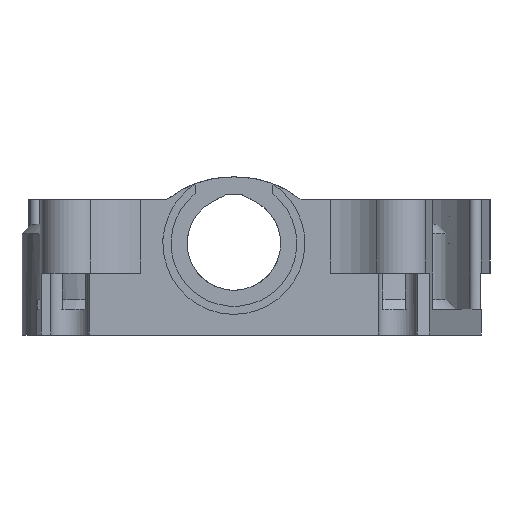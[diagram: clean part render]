
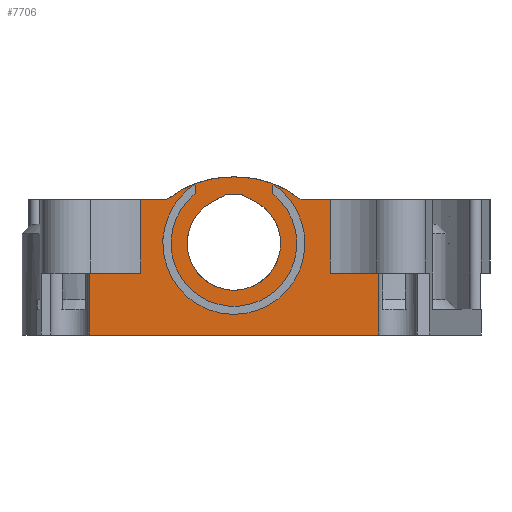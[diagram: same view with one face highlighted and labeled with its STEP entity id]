
A CAD part, front view. The second image highlights one B-rep face of the part: STEP entity #7706.
In plain terms, the highlighted planar face has unit normal (0, -1, 0).
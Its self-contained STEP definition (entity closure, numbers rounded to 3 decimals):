
#835=FACE_BOUND('',#1808,.T.);
#836=FACE_BOUND('',#1809,.T.);
#942=PLANE('',#8069);
#1353=FACE_OUTER_BOUND('',#1807,.T.);
#1807=EDGE_LOOP('',(#7250,#7251,#7252,#7253,#7254,#7255,#7256,#7257,#7258,
#7259,#7260,#7261));
#1808=EDGE_LOOP('',(#7262,#7263,#7264,#7265,#7266,#7267,#7268));
#1809=EDGE_LOOP('',(#7269,#7270,#7271,#7272));
#2147=LINE('',#14259,#2661);
#2213=LINE('',#15492,#2727);
#2251=LINE('',#15652,#2765);
#2264=LINE('',#15837,#2778);
#2268=LINE('',#15849,#2782);
#2272=LINE('',#15860,#2786);
#2276=LINE('',#15871,#2790);
#2277=LINE('',#15873,#2791);
#2298=LINE('',#16044,#2812);
#2300=LINE('',#16060,#2814);
#2307=LINE('',#16093,#2821);
#2310=LINE('',#16100,#2824);
#2318=LINE('',#16123,#2832);
#2320=LINE('',#16131,#2834);
#2323=LINE('',#16146,#2837);
#2324=LINE('',#16148,#2838);
#2661=VECTOR('',#8601,10.);
#2727=VECTOR('',#8833,10.);
#2765=VECTOR('',#8947,10.);
#2778=VECTOR('',#8988,10.);
#2782=VECTOR('',#9000,10.);
#2786=VECTOR('',#9012,10.);
#2790=VECTOR('',#9026,10.);
#2791=VECTOR('',#9029,10.);
#2812=VECTOR('',#9138,10.);
#2814=VECTOR('',#9160,10.);
#2821=VECTOR('',#9207,10.);
#2824=VECTOR('',#9214,10.);
#2832=VECTOR('',#9242,10.);
#2834=VECTOR('',#9252,10.);
#2837=VECTOR('',#9277,10.);
#2838=VECTOR('',#9280,10.);
#2947=CIRCLE('',#7947,0.8);
#2949=CIRCLE('',#7950,11.);
#2951=CIRCLE('',#7954,9.75);
#2953=CIRCLE('',#7958,11.);
#2955=CIRCLE('',#7964,7.25);
#2976=CIRCLE('',#8008,16.455);
#2977=CIRCLE('',#8013,16.455);
#3522=VERTEX_POINT('',#14256);
#3523=VERTEX_POINT('',#14258);
#3648=VERTEX_POINT('',#15489);
#3649=VERTEX_POINT('',#15491);
#3697=VERTEX_POINT('',#15649);
#3698=VERTEX_POINT('',#15651);
#3711=VERTEX_POINT('',#15821);
#3712=VERTEX_POINT('',#15822);
#3715=VERTEX_POINT('',#15830);
#3717=VERTEX_POINT('',#15836);
#3719=VERTEX_POINT('',#15842);
#3721=VERTEX_POINT('',#15848);
#3723=VERTEX_POINT('',#15854);
#3725=VERTEX_POINT('',#15865);
#3726=VERTEX_POINT('',#15869);
#3747=VERTEX_POINT('',#16035);
#3748=VERTEX_POINT('',#16037);
#3749=VERTEX_POINT('',#16043);
#3753=VERTEX_POINT('',#16058);
#3759=VERTEX_POINT('',#16092);
#3761=VERTEX_POINT('',#16099);
#3766=VERTEX_POINT('',#16122);
#3768=VERTEX_POINT('',#16130);
#4540=EDGE_CURVE('',#3522,#3523,#2147,.T.);
#4722=EDGE_CURVE('',#3649,#3648,#2213,.T.);
#4790=EDGE_CURVE('',#3698,#3697,#2251,.T.);
#4810=EDGE_CURVE('',#3711,#3712,#2947,.T.);
#4814=EDGE_CURVE('',#3712,#3715,#2949,.T.);
#4817=EDGE_CURVE('',#3715,#3717,#2264,.T.);
#4820=EDGE_CURVE('',#3717,#3719,#2951,.T.);
#4823=EDGE_CURVE('',#3719,#3721,#2268,.T.);
#4826=EDGE_CURVE('',#3721,#3723,#2953,.T.);
#4829=EDGE_CURVE('',#3723,#3711,#2272,.T.);
#4831=EDGE_CURVE('',#3725,#3649,#2955,.T.);
#4834=EDGE_CURVE('',#3648,#3726,#2276,.T.);
#4835=EDGE_CURVE('',#3726,#3725,#2277,.T.);
#4883=EDGE_CURVE('',#3748,#3747,#2976,.T.);
#4886=EDGE_CURVE('',#3749,#3748,#2298,.T.);
#4888=EDGE_CURVE('',#3697,#3749,#2977,.T.);
#4894=EDGE_CURVE('',#3747,#3753,#2300,.T.);
#4909=EDGE_CURVE('',#3523,#3759,#2307,.T.);
#4913=EDGE_CURVE('',#3522,#3761,#2310,.T.);
#4925=EDGE_CURVE('',#3761,#3766,#2318,.T.);
#4929=EDGE_CURVE('',#3768,#3759,#2320,.T.);
#4937=EDGE_CURVE('',#3768,#3753,#2323,.T.);
#4938=EDGE_CURVE('',#3766,#3698,#2324,.T.);
#7250=ORIENTED_EDGE('',*,*,#4894,.T.);
#7251=ORIENTED_EDGE('',*,*,#4937,.F.);
#7252=ORIENTED_EDGE('',*,*,#4929,.T.);
#7253=ORIENTED_EDGE('',*,*,#4909,.F.);
#7254=ORIENTED_EDGE('',*,*,#4540,.F.);
#7255=ORIENTED_EDGE('',*,*,#4913,.T.);
#7256=ORIENTED_EDGE('',*,*,#4925,.T.);
#7257=ORIENTED_EDGE('',*,*,#4938,.T.);
#7258=ORIENTED_EDGE('',*,*,#4790,.T.);
#7259=ORIENTED_EDGE('',*,*,#4888,.T.);
#7260=ORIENTED_EDGE('',*,*,#4886,.T.);
#7261=ORIENTED_EDGE('',*,*,#4883,.T.);
#7262=ORIENTED_EDGE('',*,*,#4810,.T.);
#7263=ORIENTED_EDGE('',*,*,#4814,.T.);
#7264=ORIENTED_EDGE('',*,*,#4817,.T.);
#7265=ORIENTED_EDGE('',*,*,#4820,.T.);
#7266=ORIENTED_EDGE('',*,*,#4823,.T.);
#7267=ORIENTED_EDGE('',*,*,#4826,.T.);
#7268=ORIENTED_EDGE('',*,*,#4829,.T.);
#7269=ORIENTED_EDGE('',*,*,#4722,.T.);
#7270=ORIENTED_EDGE('',*,*,#4834,.T.);
#7271=ORIENTED_EDGE('',*,*,#4835,.T.);
#7272=ORIENTED_EDGE('',*,*,#4831,.T.);
#7706=ADVANCED_FACE('',(#1353,#835,#836),#942,.T.);
#7947=AXIS2_PLACEMENT_3D('',#15823,#8973,#8974);
#7950=AXIS2_PLACEMENT_3D('',#15831,#8981,#8982);
#7954=AXIS2_PLACEMENT_3D('',#15843,#8993,#8994);
#7958=AXIS2_PLACEMENT_3D('',#15855,#9005,#9006);
#7964=AXIS2_PLACEMENT_3D('',#15866,#9020,#9021);
#8008=AXIS2_PLACEMENT_3D('',#16038,#9130,#9131);
#8013=AXIS2_PLACEMENT_3D('',#16048,#9144,#9145);
#8069=AXIS2_PLACEMENT_3D('',#16149,#9281,#9282);
#8601=DIRECTION('',(-1.,0.,0.));
#8833=DIRECTION('',(0.879,0.,0.478));
#8947=DIRECTION('',(-1.,0.,0.));
#8973=DIRECTION('center_axis',(0.,1.,0.));
#8974=DIRECTION('ref_axis',(-1.,0.,0.));
#8981=DIRECTION('center_axis',(0.,1.,0.));
#8982=DIRECTION('ref_axis',(-1.,0.,0.));
#8988=DIRECTION('',(0.,0.,-1.));
#8993=DIRECTION('center_axis',(0.,-1.,0.));
#8994=DIRECTION('ref_axis',(-1.,0.,0.));
#9000=DIRECTION('',(0.,0.,1.));
#9005=DIRECTION('center_axis',(0.,1.,0.));
#9006=DIRECTION('ref_axis',(-1.,0.,0.));
#9012=DIRECTION('',(0.,0.,1.));
#9020=DIRECTION('center_axis',(0.,1.,0.));
#9021=DIRECTION('ref_axis',(-1.,0.,0.));
#9026=DIRECTION('',(1.,0.,0.));
#9029=DIRECTION('',(0.879,0.,-0.478));
#9130=DIRECTION('center_axis',(0.,-1.,0.));
#9131=DIRECTION('ref_axis',(0.,0.,1.));
#9138=DIRECTION('',(-1.,0.,0.));
#9144=DIRECTION('center_axis',(0.,-1.,0.));
#9145=DIRECTION('ref_axis',(0.617,0.,0.787));
#9160=DIRECTION('',(-1.,0.,0.));
#9207=DIRECTION('',(0.,0.,1.));
#9214=DIRECTION('',(0.,0.,1.));
#9242=DIRECTION('',(-1.,0.,0.));
#9252=DIRECTION('',(-1.,0.,0.));
#9277=DIRECTION('',(0.,0.,1.));
#9280=DIRECTION('',(0.,0.,1.));
#9281=DIRECTION('center_axis',(0.,-1.,0.));
#9282=DIRECTION('ref_axis',(1.,0.,0.));
#14256=CARTESIAN_POINT('',(22.4,-21.2,0.));
#14258=CARTESIAN_POINT('',(-22.4,-21.2,0.));
#14259=CARTESIAN_POINT('',(-5.502,-21.2,0.));
#15489=CARTESIAN_POINT('',(-1.2,-21.2,21.8));
#15491=CARTESIAN_POINT('',(-3.463,-21.2,20.569));
#15492=CARTESIAN_POINT('',(-10.899,-21.2,16.526));
#15649=CARTESIAN_POINT('',(10.396,-21.2,21.));
#15651=CARTESIAN_POINT('',(14.9,-21.2,21.));
#15652=CARTESIAN_POINT('',(-2.042,-21.2,21.));
#15821=CARTESIAN_POINT('',(-11.,-21.2,15.));
#15822=CARTESIAN_POINT('',(-10.971,-21.2,14.999));
#15823=CARTESIAN_POINT('Origin',(-11.,-21.2,14.2));
#15830=CARTESIAN_POINT('',(-6.,-21.2,23.42));
#15831=CARTESIAN_POINT('Origin',(0.,-21.2,14.2));
#15836=CARTESIAN_POINT('',(-6.,-21.2,21.885));
#15837=CARTESIAN_POINT('',(-6.,-21.2,10.943));
#15842=CARTESIAN_POINT('',(6.,-21.2,21.885));
#15843=CARTESIAN_POINT('Origin',(0.,-21.2,14.2));
#15848=CARTESIAN_POINT('',(6.,-21.2,23.42));
#15849=CARTESIAN_POINT('',(6.,-21.2,11.71));
#15854=CARTESIAN_POINT('',(-11.,-21.2,14.2));
#15855=CARTESIAN_POINT('Origin',(0.,-21.2,14.2));
#15860=CARTESIAN_POINT('',(-11.,-21.2,7.5));
#15865=CARTESIAN_POINT('',(3.463,-21.2,20.569));
#15866=CARTESIAN_POINT('Origin',(0.,-21.2,
14.2));
#15869=CARTESIAN_POINT('',(1.2,-21.2,21.8));
#15871=CARTESIAN_POINT('',(-6.64,-21.2,21.8));
#15873=CARTESIAN_POINT('',(0.855,-21.2,21.987));
#16035=CARTESIAN_POINT('',(-10.396,-21.2,21.));
#16037=CARTESIAN_POINT('',(-0.25,-21.2,24.5));
#16038=CARTESIAN_POINT('Origin',(-0.25,-21.2,8.045));
#16043=CARTESIAN_POINT('',(0.25,-21.2,24.5));
#16044=CARTESIAN_POINT('',(-7.365,-21.2,24.5));
#16048=CARTESIAN_POINT('Origin',(0.25,-21.2,8.045));
#16058=CARTESIAN_POINT('',(-14.48,-21.2,21.));
#16060=CARTESIAN_POINT('',(-25.752,-21.2,21.));
#16092=CARTESIAN_POINT('',(-22.4,-21.2,9.6));
#16093=CARTESIAN_POINT('',(-22.4,-21.2,0.));
#16099=CARTESIAN_POINT('',(22.4,-21.2,9.6));
#16100=CARTESIAN_POINT('',(22.4,-21.2,0.));
#16122=CARTESIAN_POINT('',(14.9,-21.2,9.6));
#16123=CARTESIAN_POINT('',(22.4,-21.2,9.6));
#16130=CARTESIAN_POINT('',(-14.48,-21.2,9.6));
#16131=CARTESIAN_POINT('',(22.4,-21.2,9.6));
#16146=CARTESIAN_POINT('',(-14.48,-21.2,0.));
#16148=CARTESIAN_POINT('',(14.9,-21.2,0.));
#16149=CARTESIAN_POINT('Origin',(-14.48,-21.2,0.));
